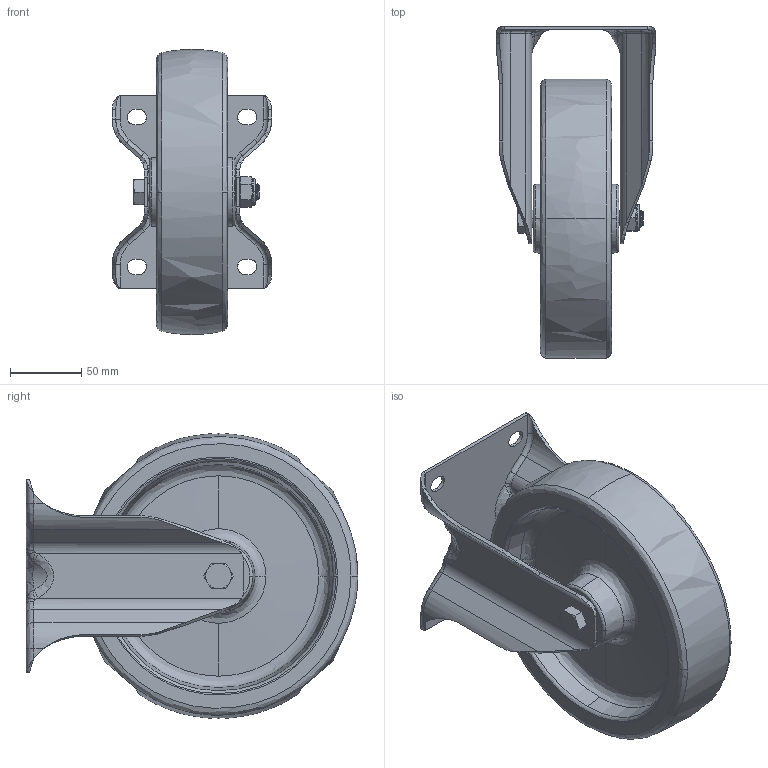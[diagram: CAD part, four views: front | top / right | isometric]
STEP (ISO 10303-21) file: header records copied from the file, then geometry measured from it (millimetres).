
FILE_DESCRIPTION (( 'STEP AP214' ), '1' );
FILE_NAME ('0056758.step', '2024-04-08T12:07:34', ( '' ), ( '' ), 'SwSTEP 2.0', 'SolidWorks 2020', '' );
FILE_SCHEMA (( 'AUTOMOTIVE_DESIGN' ));
Length unit declared in the file: millimetre
Products named in the file (1): 0056758
Bounding box: 112 x 232.76 x 200 mm (x, y, z)
Volume: 934285.6 mm3; surface area: 191237.4 mm2
Topology: 1 solids, 1 shells, 376 faces, 1008 edges, 634 vertices
Faces by surface type: bspline 180, cylinder 101, plane 65, cone 30
Entity records: 43606 total; most frequent: CARTESIAN_POINT 35440, ORIENTED_EDGE 2004, EDGE_CURVE 1002, DIRECTION 977, VERTEX_POINT 633, B_SPLINE_CURVE_WITH_KNOTS 562, EDGE_LOOP 395, AXIS2_PLACEMENT_3D 375
